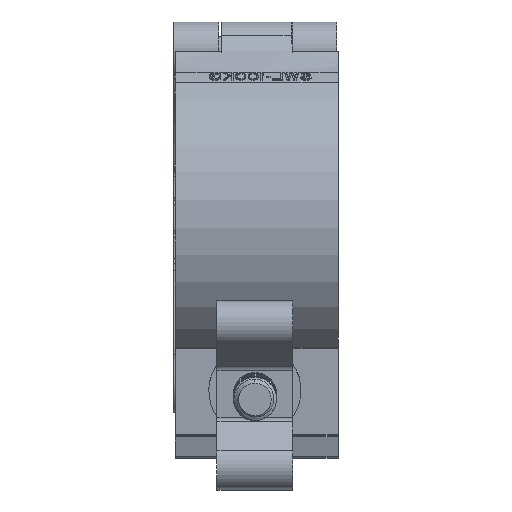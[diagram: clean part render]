
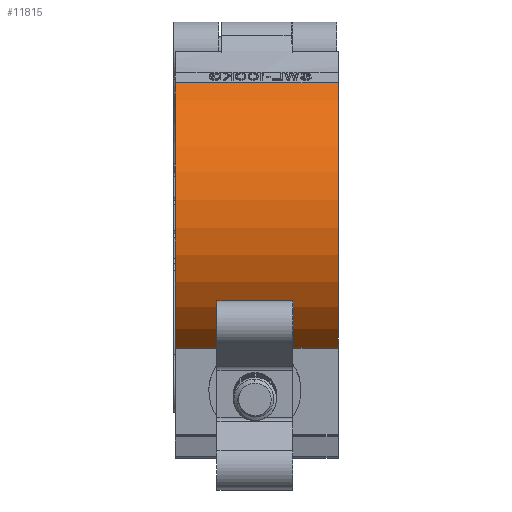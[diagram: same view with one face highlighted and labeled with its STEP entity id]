
A CAD part, top view. The second image highlights one B-rep face of the part: STEP entity #11815.
In plain terms, the highlighted cylindrical face has radius 30.1 mm (diameter 60.2 mm), a partial arc.
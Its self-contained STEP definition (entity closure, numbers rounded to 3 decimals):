
#267=CYLINDRICAL_SURFACE('',#12703,30.1);
#1439=FACE_OUTER_BOUND('',#2099,.T.);
#2099=EDGE_LOOP('',(#10084,#10085,#10086,#10087));
#2642=LINE('',#16948,#3749);
#3278=LINE('',#18368,#4385);
#3749=VECTOR('',#13802,30.);
#4385=VECTOR('',#15170,30.);
#4688=CIRCLE('',#12322,30.1);
#4740=CIRCLE('',#12662,30.1);
#5067=VERTEX_POINT('',#16631);
#5068=VERTEX_POINT('',#16633);
#5224=VERTEX_POINT('',#16946);
#5628=VERTEX_POINT('',#18292);
#6316=EDGE_CURVE('',#5067,#5068,#4688,.T.);
#6473=EDGE_CURVE('',#5067,#5224,#2642,.T.);
#7144=EDGE_CURVE('',#5224,#5628,#4740,.T.);
#7182=EDGE_CURVE('',#5068,#5628,#3278,.T.);
#10084=ORIENTED_EDGE('',*,*,#6316,.F.);
#10085=ORIENTED_EDGE('',*,*,#6473,.T.);
#10086=ORIENTED_EDGE('',*,*,#7144,.T.);
#10087=ORIENTED_EDGE('',*,*,#7182,.F.);
#11815=ADVANCED_FACE('',(#1439),#267,.T.);
#12322=AXIS2_PLACEMENT_3D('',#16634,#13629,#13630);
#12662=AXIS2_PLACEMENT_3D('',#18293,#15068,#15069);
#12703=AXIS2_PLACEMENT_3D('',#18369,#15171,#15172);
#13629=DIRECTION('center_axis',(1.,0.,0.));
#13630=DIRECTION('ref_axis',(0.,0.822,0.57));
#13802=DIRECTION('',(-1.,0.,0.));
#15068=DIRECTION('center_axis',(1.,0.,0.));
#15069=DIRECTION('ref_axis',(0.,0.822,0.57));
#15170=DIRECTION('',(-1.,0.,0.));
#15171=DIRECTION('center_axis',(1.,0.,0.));
#15172=DIRECTION('ref_axis',(0.,0.994,0.105));
#16631=CARTESIAN_POINT('',(462.665,63.871,-51.497));
#16633=CARTESIAN_POINT('',(462.665,15.033,-50.631));
#16634=CARTESIAN_POINT('Origin',(462.665,39.14,-68.655));
#16946=CARTESIAN_POINT('',(432.665,63.871,-51.497));
#16948=CARTESIAN_POINT('',(462.665,63.871,-51.497));
#18292=CARTESIAN_POINT('',(432.665,15.033,-50.631));
#18293=CARTESIAN_POINT('Origin',(432.665,39.14,-68.655));
#18368=CARTESIAN_POINT('',(462.665,15.033,-50.631));
#18369=CARTESIAN_POINT('Origin',(462.665,39.14,-68.655));
